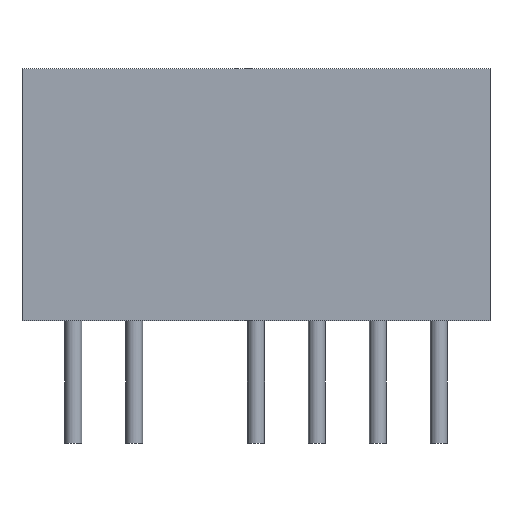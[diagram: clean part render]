
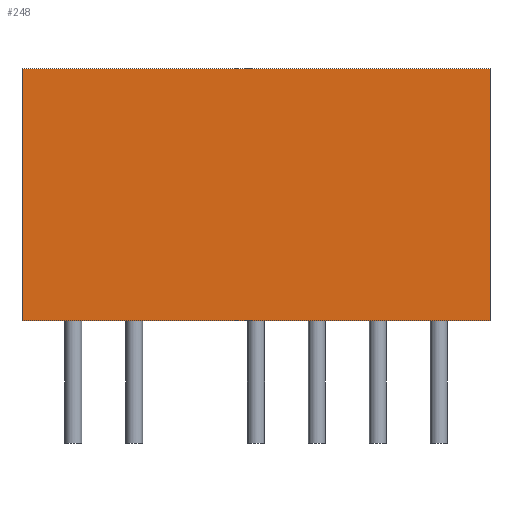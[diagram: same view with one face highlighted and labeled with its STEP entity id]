
A CAD part, front view. The second image highlights one B-rep face of the part: STEP entity #248.
In plain terms, the highlighted planar face has unit normal (0, -1, 0).
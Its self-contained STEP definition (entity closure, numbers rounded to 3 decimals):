
#79 = PLANE('',#80);
#80 = AXIS2_PLACEMENT_3D('',#81,#82,#83);
#81 = CARTESIAN_POINT('',(-2.13,-4.75,0.));
#82 = DIRECTION('',(-1.,0.,0.));
#83 = DIRECTION('',(0.,1.,0.));
#107 = PLANE('',#108);
#108 = AXIS2_PLACEMENT_3D('',#109,#110,#111);
#109 = CARTESIAN_POINT('',(7.62,-1.75,10.5));
#110 = DIRECTION('',(0.,0.,-1.));
#111 = DIRECTION('',(-1.,0.,0.));
#135 = PLANE('',#136);
#136 = AXIS2_PLACEMENT_3D('',#137,#138,#139);
#137 = CARTESIAN_POINT('',(17.37,1.25,0.));
#138 = DIRECTION('',(1.,0.,-0.));
#139 = DIRECTION('',(0.,-1.,0.));
#161 = PLANE('',#162);
#162 = AXIS2_PLACEMENT_3D('',#163,#164,#165);
#163 = CARTESIAN_POINT('',(7.62,-1.75,0.));
#164 = DIRECTION('',(0.,0.,-1.));
#165 = DIRECTION('',(-1.,0.,0.));
#178 = VERTEX_POINT('',#179);
#179 = CARTESIAN_POINT('',(17.37,-4.75,10.5));
#200 = EDGE_CURVE('',#201,#178,#203,.T.);
#201 = VERTEX_POINT('',#202);
#202 = CARTESIAN_POINT('',(17.37,-4.75,0.));
#203 = SURFACE_CURVE('',#204,(#208,#215),.PCURVE_S1.);
#204 = LINE('',#205,#206);
#205 = CARTESIAN_POINT('',(17.37,-4.75,0.));
#206 = VECTOR('',#207,1.);
#207 = DIRECTION('',(0.,0.,1.));
#208 = PCURVE('',#135,#209);
#209 = DEFINITIONAL_REPRESENTATION('',(#210),#214);
#210 = LINE('',#211,#212);
#211 = CARTESIAN_POINT('',(6.,0.));
#212 = VECTOR('',#213,1.);
#213 = DIRECTION('',(0.,-1.));
#214 = ( GEOMETRIC_REPRESENTATION_CONTEXT(2) 
PARAMETRIC_REPRESENTATION_CONTEXT() REPRESENTATION_CONTEXT('2D SPACE',''
  ) );
#215 = PCURVE('',#216,#221);
#216 = PLANE('',#217);
#217 = AXIS2_PLACEMENT_3D('',#218,#219,#220);
#218 = CARTESIAN_POINT('',(17.37,-4.75,0.));
#219 = DIRECTION('',(0.,-1.,0.));
#220 = DIRECTION('',(-1.,0.,0.));
#221 = DEFINITIONAL_REPRESENTATION('',(#222),#226);
#222 = LINE('',#223,#224);
#223 = CARTESIAN_POINT('',(0.,-0.));
#224 = VECTOR('',#225,1.);
#225 = DIRECTION('',(0.,-1.));
#226 = ( GEOMETRIC_REPRESENTATION_CONTEXT(2) 
PARAMETRIC_REPRESENTATION_CONTEXT() REPRESENTATION_CONTEXT('2D SPACE',''
  ) );
#248 = ADVANCED_FACE('',(#249),#216,.T.);
#249 = FACE_BOUND('',#250,.T.);
#250 = EDGE_LOOP('',(#251,#252,#275,#298));
#251 = ORIENTED_EDGE('',*,*,#200,.T.);
#252 = ORIENTED_EDGE('',*,*,#253,.T.);
#253 = EDGE_CURVE('',#178,#254,#256,.T.);
#254 = VERTEX_POINT('',#255);
#255 = CARTESIAN_POINT('',(-2.13,-4.75,10.5));
#256 = SURFACE_CURVE('',#257,(#261,#268),.PCURVE_S1.);
#257 = LINE('',#258,#259);
#258 = CARTESIAN_POINT('',(17.37,-4.75,10.5));
#259 = VECTOR('',#260,1.);
#260 = DIRECTION('',(-1.,0.,0.));
#261 = PCURVE('',#216,#262);
#262 = DEFINITIONAL_REPRESENTATION('',(#263),#267);
#263 = LINE('',#264,#265);
#264 = CARTESIAN_POINT('',(0.,-10.5));
#265 = VECTOR('',#266,1.);
#266 = DIRECTION('',(1.,0.));
#267 = ( GEOMETRIC_REPRESENTATION_CONTEXT(2) 
PARAMETRIC_REPRESENTATION_CONTEXT() REPRESENTATION_CONTEXT('2D SPACE',''
  ) );
#268 = PCURVE('',#107,#269);
#269 = DEFINITIONAL_REPRESENTATION('',(#270),#274);
#270 = LINE('',#271,#272);
#271 = CARTESIAN_POINT('',(-9.75,-3.));
#272 = VECTOR('',#273,1.);
#273 = DIRECTION('',(1.,0.));
#274 = ( GEOMETRIC_REPRESENTATION_CONTEXT(2) 
PARAMETRIC_REPRESENTATION_CONTEXT() REPRESENTATION_CONTEXT('2D SPACE',''
  ) );
#275 = ORIENTED_EDGE('',*,*,#276,.F.);
#276 = EDGE_CURVE('',#277,#254,#279,.T.);
#277 = VERTEX_POINT('',#278);
#278 = CARTESIAN_POINT('',(-2.13,-4.75,0.));
#279 = SURFACE_CURVE('',#280,(#284,#291),.PCURVE_S1.);
#280 = LINE('',#281,#282);
#281 = CARTESIAN_POINT('',(-2.13,-4.75,0.));
#282 = VECTOR('',#283,1.);
#283 = DIRECTION('',(0.,0.,1.));
#284 = PCURVE('',#216,#285);
#285 = DEFINITIONAL_REPRESENTATION('',(#286),#290);
#286 = LINE('',#287,#288);
#287 = CARTESIAN_POINT('',(19.5,0.));
#288 = VECTOR('',#289,1.);
#289 = DIRECTION('',(0.,-1.));
#290 = ( GEOMETRIC_REPRESENTATION_CONTEXT(2) 
PARAMETRIC_REPRESENTATION_CONTEXT() REPRESENTATION_CONTEXT('2D SPACE',''
  ) );
#291 = PCURVE('',#79,#292);
#292 = DEFINITIONAL_REPRESENTATION('',(#293),#297);
#293 = LINE('',#294,#295);
#294 = CARTESIAN_POINT('',(0.,0.));
#295 = VECTOR('',#296,1.);
#296 = DIRECTION('',(0.,-1.));
#297 = ( GEOMETRIC_REPRESENTATION_CONTEXT(2) 
PARAMETRIC_REPRESENTATION_CONTEXT() REPRESENTATION_CONTEXT('2D SPACE',''
  ) );
#298 = ORIENTED_EDGE('',*,*,#299,.F.);
#299 = EDGE_CURVE('',#201,#277,#300,.T.);
#300 = SURFACE_CURVE('',#301,(#305,#312),.PCURVE_S1.);
#301 = LINE('',#302,#303);
#302 = CARTESIAN_POINT('',(17.37,-4.75,0.));
#303 = VECTOR('',#304,1.);
#304 = DIRECTION('',(-1.,0.,0.));
#305 = PCURVE('',#216,#306);
#306 = DEFINITIONAL_REPRESENTATION('',(#307),#311);
#307 = LINE('',#308,#309);
#308 = CARTESIAN_POINT('',(0.,-0.));
#309 = VECTOR('',#310,1.);
#310 = DIRECTION('',(1.,0.));
#311 = ( GEOMETRIC_REPRESENTATION_CONTEXT(2) 
PARAMETRIC_REPRESENTATION_CONTEXT() REPRESENTATION_CONTEXT('2D SPACE',''
  ) );
#312 = PCURVE('',#161,#313);
#313 = DEFINITIONAL_REPRESENTATION('',(#314),#318);
#314 = LINE('',#315,#316);
#315 = CARTESIAN_POINT('',(-9.75,-3.));
#316 = VECTOR('',#317,1.);
#317 = DIRECTION('',(1.,0.));
#318 = ( GEOMETRIC_REPRESENTATION_CONTEXT(2) 
PARAMETRIC_REPRESENTATION_CONTEXT() REPRESENTATION_CONTEXT('2D SPACE',''
  ) );
